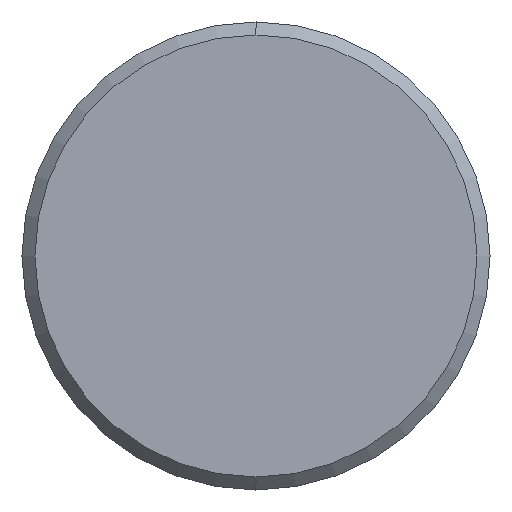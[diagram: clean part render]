
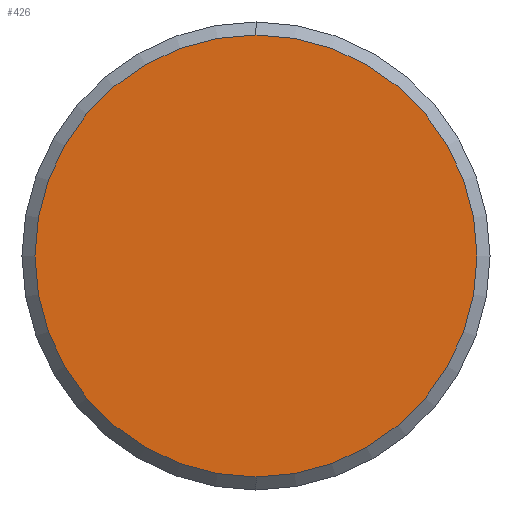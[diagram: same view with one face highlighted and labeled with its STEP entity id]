
A CAD part, left-side view. The second image highlights one B-rep face of the part: STEP entity #426.
In plain terms, the highlighted planar face has unit normal (-1, 0, 0).
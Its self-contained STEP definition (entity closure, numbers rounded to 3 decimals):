
#21 = PLANE ( 'NONE',  #66 ) ;
#31 = DIRECTION ( 'NONE',  ( -1., 0., 0. ) ) ;
#66 = AXIS2_PLACEMENT_3D ( 'NONE', #371, #161, #384 ) ;
#72 = DIRECTION ( 'NONE',  ( 0., 0., -1. ) ) ;
#80 = VERTEX_POINT ( 'NONE', #173 ) ;
#95 = EDGE_CURVE ( 'NONE', #238, #80, #105, .T. ) ;
#105 = CIRCLE ( 'NONE', #455, 17. ) ;
#125 = AXIS2_PLACEMENT_3D ( 'NONE', #252, #31, #72 ) ;
#146 = CIRCLE ( 'NONE', #125, 17. ) ;
#161 = DIRECTION ( 'NONE',  ( 1., 0., 0. ) ) ;
#173 = CARTESIAN_POINT ( 'NONE',  ( 0., 0., -17. ) ) ;
#195 = ORIENTED_EDGE ( 'NONE', *, *, #95, .T. ) ;
#204 = FACE_OUTER_BOUND ( 'NONE', #245, .T. ) ;
#238 = VERTEX_POINT ( 'NONE', #470 ) ;
#245 = EDGE_LOOP ( 'NONE', ( #377, #195 ) ) ;
#250 = CARTESIAN_POINT ( 'NONE',  ( 0., 0., 0. ) ) ;
#252 = CARTESIAN_POINT ( 'NONE',  ( 0., 0., 0. ) ) ;
#272 = DIRECTION ( 'NONE',  ( 0., 0., -1. ) ) ;
#292 = EDGE_CURVE ( 'NONE', #80, #238, #146, .T. ) ;
#371 = CARTESIAN_POINT ( 'NONE',  ( 0., 0., 0. ) ) ;
#377 = ORIENTED_EDGE ( 'NONE', *, *, #292, .T. ) ;
#380 = DIRECTION ( 'NONE',  ( -1., 0., 0. ) ) ;
#384 = DIRECTION ( 'NONE',  ( 0., 0., -1. ) ) ;
#426 = ADVANCED_FACE ( 'NONE', ( #204 ), #21, .F. ) ;
#455 = AXIS2_PLACEMENT_3D ( 'NONE', #250, #380, #272 ) ;
#470 = CARTESIAN_POINT ( 'NONE',  ( 0., 0., 17. ) ) ;
